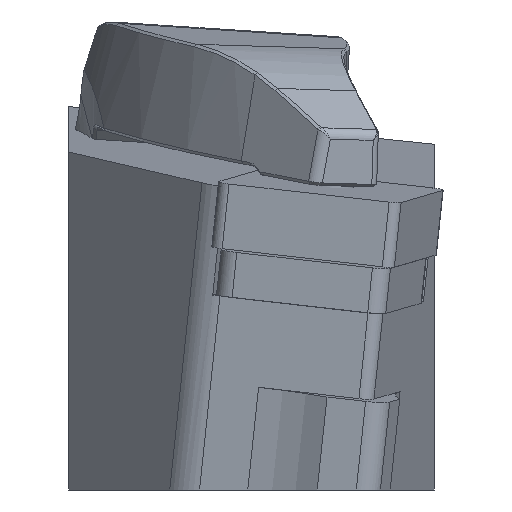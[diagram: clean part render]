
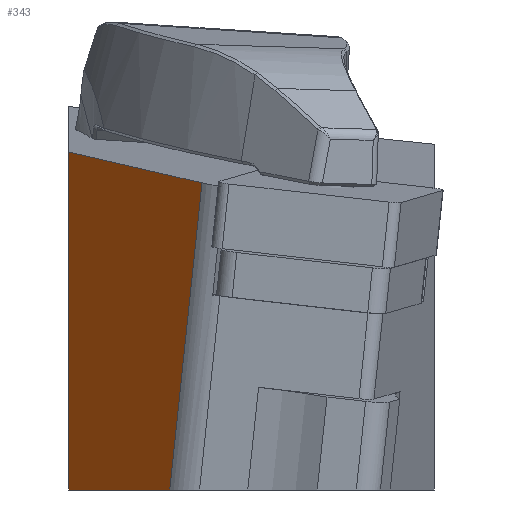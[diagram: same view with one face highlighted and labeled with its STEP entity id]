
A CAD part, left-side view. The second image highlights one B-rep face of the part: STEP entity #343.
In plain terms, the highlighted planar face has unit normal (-0.639, 0.769, 0.013).
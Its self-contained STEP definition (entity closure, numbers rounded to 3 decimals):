
#343=ADVANCED_FACE('',(#525),#462,.T.);
#462=PLANE('',#2207);
#525=FACE_OUTER_BOUND('',#644,.T.);
#644=EDGE_LOOP('',(#817,#818,#819,#820));
#817=ORIENTED_EDGE('',*,*,#1589,.F.);
#818=ORIENTED_EDGE('',*,*,#1611,.T.);
#819=ORIENTED_EDGE('',*,*,#1612,.F.);
#820=ORIENTED_EDGE('',*,*,#1613,.F.);
#1391=VERTEX_POINT('',#2885);
#1392=VERTEX_POINT('',#2887);
#1408=VERTEX_POINT('',#2930);
#1409=VERTEX_POINT('',#2932);
#1589=EDGE_CURVE('',#1391,#1392,#1892,.T.);
#1611=EDGE_CURVE('',#1391,#1408,#1911,.T.);
#1612=EDGE_CURVE('',#1409,#1408,#1912,.T.);
#1613=EDGE_CURVE('',#1392,#1409,#1913,.T.);
#1892=LINE('',#2886,#2048);
#1911=LINE('',#2929,#2067);
#1912=LINE('',#2931,#2068);
#1913=LINE('',#2933,#2069);
#2048=VECTOR('',#2392,1.);
#2067=VECTOR('',#2427,1.);
#2068=VECTOR('',#2428,1.);
#2069=VECTOR('',#2429,1.);
#2207=AXIS2_PLACEMENT_3D('',#2934,#2430,#2431);
#2392=DIRECTION('',(0.105,0.104,-0.989));
#2427=DIRECTION('',(0.762,0.631,0.147));
#2428=DIRECTION('',(0.021,0.,1.));
#2429=DIRECTION('',(0.769,0.639,0.));
#2430=DIRECTION('',(-0.639,0.769,0.013));
#2431=DIRECTION('',(-0.769,-0.639,0.));
#2885=CARTESIAN_POINT('',(2.635,-3.789,1.416));
#2886=CARTESIAN_POINT('',(4.067,-2.365,-12.134));
#2887=CARTESIAN_POINT('',(4.899,-1.538,-20.));
#2929=CARTESIAN_POINT('',(-35.603,-35.455,-5.953));
#2930=CARTESIAN_POINT('',(13.853,5.5,3.578));
#2931=CARTESIAN_POINT('',(14.107,5.5,15.834));
#2932=CARTESIAN_POINT('',(13.364,5.5,-20.));
#2933=CARTESIAN_POINT('',(129.682,102.211,-20.));
#2934=CARTESIAN_POINT('',(136.071,106.949,13.306));
